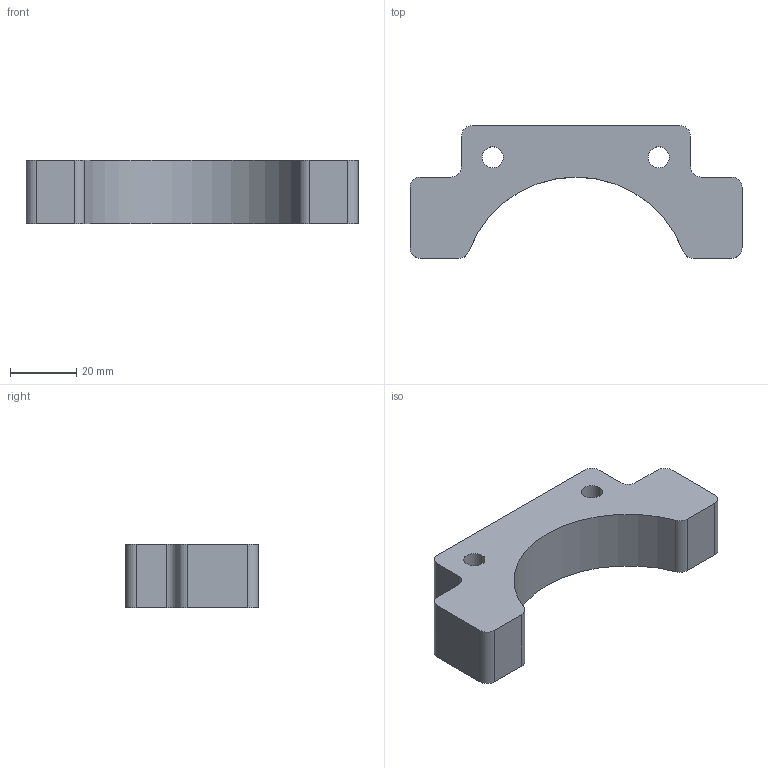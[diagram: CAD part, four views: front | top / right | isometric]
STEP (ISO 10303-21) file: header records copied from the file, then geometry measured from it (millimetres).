
FILE_DESCRIPTION(('FreeCAD Model'),'2;1');
FILE_NAME('topHalf.step','2017-02-04T20:47:47',('FreeCAD'),('FreeCAD'), 'Open CASCADE STEP processor 6.9','FreeCAD','Unknown');
FILE_SCHEMA(('AUTOMOTIVE_DESIGN { 1 0 10303 214 1 1 1 1 }'));
Length unit declared in the file: millimetre
Products named in the file (1): Open CASCADE STEP translator 6.9 1
Bounding box: 100 x 40 x 19 mm (x, y, z)
Volume: 42868.1 mm3; surface area: 10779.5 mm2
Topology: 1 solids, 1 shells, 26 faces, 72 edges, 48 vertices
Faces by surface type: cylinder 15, plane 11
Entity records: 1842 total; most frequent: CARTESIAN_POINT 375, DIRECTION 286, LINE 156, VECTOR 156, ORIENTED_EDGE 144, PCURVE 144, DEFINITIONAL_REPRESENTATION 144, EDGE_CURVE 72
